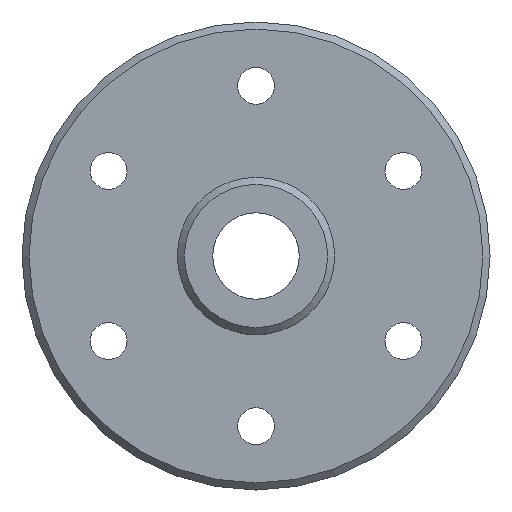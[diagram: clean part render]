
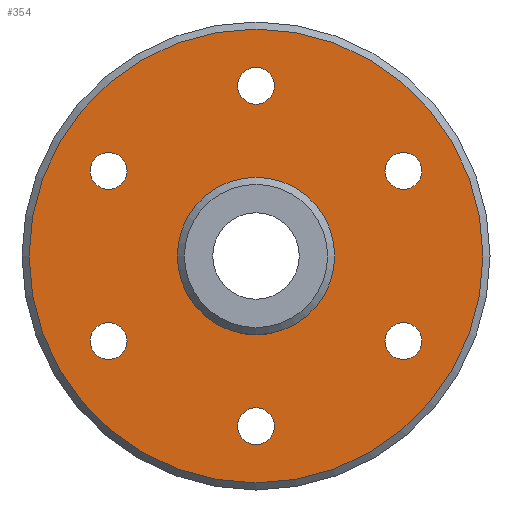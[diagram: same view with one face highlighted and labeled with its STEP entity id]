
A CAD part, front view. The second image highlights one B-rep face of the part: STEP entity #354.
In plain terms, the highlighted planar face has unit normal (0, -1, 0).
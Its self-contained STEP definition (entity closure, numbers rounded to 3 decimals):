
#21=FACE_BOUND('',#87,.T.);
#22=FACE_BOUND('',#88,.T.);
#23=FACE_BOUND('',#89,.T.);
#24=FACE_BOUND('',#90,.T.);
#25=FACE_BOUND('',#91,.T.);
#26=FACE_BOUND('',#92,.T.);
#27=FACE_BOUND('',#93,.T.);
#40=PLANE('',#398);
#63=FACE_OUTER_BOUND('',#86,.T.);
#86=EDGE_LOOP('',(#280));
#87=EDGE_LOOP('',(#281));
#88=EDGE_LOOP('',(#282));
#89=EDGE_LOOP('',(#283));
#90=EDGE_LOOP('',(#284));
#91=EDGE_LOOP('',(#285));
#92=EDGE_LOOP('',(#286));
#93=EDGE_LOOP('',(#287));
#156=CIRCLE('',#397,32.);
#157=CIRCLE('',#399,11.1);
#158=CIRCLE('',#400,2.6);
#159=CIRCLE('',#401,2.6);
#160=CIRCLE('',#402,2.6);
#161=CIRCLE('',#403,2.6);
#162=CIRCLE('',#404,2.6);
#163=CIRCLE('',#405,2.6);
#186=VERTEX_POINT('',#646);
#187=VERTEX_POINT('',#650);
#188=VERTEX_POINT('',#652);
#189=VERTEX_POINT('',#654);
#190=VERTEX_POINT('',#656);
#191=VERTEX_POINT('',#658);
#192=VERTEX_POINT('',#660);
#193=VERTEX_POINT('',#662);
#221=EDGE_CURVE('',#186,#186,#156,.T.);
#223=EDGE_CURVE('',#187,#187,#157,.T.);
#224=EDGE_CURVE('',#188,#188,#158,.T.);
#225=EDGE_CURVE('',#189,#189,#159,.T.);
#226=EDGE_CURVE('',#190,#190,#160,.T.);
#227=EDGE_CURVE('',#191,#191,#161,.T.);
#228=EDGE_CURVE('',#192,#192,#162,.T.);
#229=EDGE_CURVE('',#193,#193,#163,.T.);
#280=ORIENTED_EDGE('',*,*,#221,.F.);
#281=ORIENTED_EDGE('',*,*,#223,.T.);
#282=ORIENTED_EDGE('',*,*,#224,.T.);
#283=ORIENTED_EDGE('',*,*,#225,.T.);
#284=ORIENTED_EDGE('',*,*,#226,.T.);
#285=ORIENTED_EDGE('',*,*,#227,.T.);
#286=ORIENTED_EDGE('',*,*,#228,.T.);
#287=ORIENTED_EDGE('',*,*,#229,.T.);
#354=ADVANCED_FACE('',(#63,#21,#22,#23,#24,#25,#26,#27),#40,.F.);
#397=AXIS2_PLACEMENT_3D('',#647,#467,#468);
#398=AXIS2_PLACEMENT_3D('',#649,#470,#471);
#399=AXIS2_PLACEMENT_3D('',#651,#472,#473);
#400=AXIS2_PLACEMENT_3D('',#653,#474,#475);
#401=AXIS2_PLACEMENT_3D('',#655,#476,#477);
#402=AXIS2_PLACEMENT_3D('',#657,#478,#479);
#403=AXIS2_PLACEMENT_3D('',#659,#480,#481);
#404=AXIS2_PLACEMENT_3D('',#661,#482,#483);
#405=AXIS2_PLACEMENT_3D('',#663,#484,#485);
#467=DIRECTION('center_axis',(0.,1.,0.));
#468=DIRECTION('ref_axis',(1.,0.,0.));
#470=DIRECTION('center_axis',(0.,1.,0.));
#471=DIRECTION('ref_axis',(1.,0.,0.));
#472=DIRECTION('center_axis',(0.,1.,0.));
#473=DIRECTION('ref_axis',(1.,0.,0.));
#474=DIRECTION('center_axis',(0.,1.,0.));
#475=DIRECTION('ref_axis',(1.,0.,0.));
#476=DIRECTION('center_axis',(0.,1.,0.));
#477=DIRECTION('ref_axis',(1.,0.,0.));
#478=DIRECTION('center_axis',(0.,1.,0.));
#479=DIRECTION('ref_axis',(1.,0.,0.));
#480=DIRECTION('center_axis',(0.,1.,0.));
#481=DIRECTION('ref_axis',(1.,0.,0.));
#482=DIRECTION('center_axis',(0.,1.,0.));
#483=DIRECTION('ref_axis',(1.,0.,0.));
#484=DIRECTION('center_axis',(0.,1.,0.));
#485=DIRECTION('ref_axis',(1.,0.,0.));
#646=CARTESIAN_POINT('',(-32.,-4.,0.));
#647=CARTESIAN_POINT('Origin',(0.,-4.,0.));
#649=CARTESIAN_POINT('Origin',(0.,-4.,0.));
#650=CARTESIAN_POINT('',(-11.1,-4.,0.));
#651=CARTESIAN_POINT('Origin',(0.,-4.,0.));
#652=CARTESIAN_POINT('',(-2.6,-4.,24.));
#653=CARTESIAN_POINT('Origin',(0.,-4.,24.));
#654=CARTESIAN_POINT('',(-23.385,-4.,-12.));
#655=CARTESIAN_POINT('Origin',(-20.785,-4.,-12.));
#656=CARTESIAN_POINT('',(18.185,-4.,12.));
#657=CARTESIAN_POINT('Origin',(20.785,-4.,12.));
#658=CARTESIAN_POINT('',(-2.6,-4.,-24.));
#659=CARTESIAN_POINT('Origin',(0.,-4.,-24.));
#660=CARTESIAN_POINT('',(18.185,-4.,-12.));
#661=CARTESIAN_POINT('Origin',(20.785,-4.,-12.));
#662=CARTESIAN_POINT('',(-23.385,-4.,12.));
#663=CARTESIAN_POINT('Origin',(-20.785,-4.,12.));
